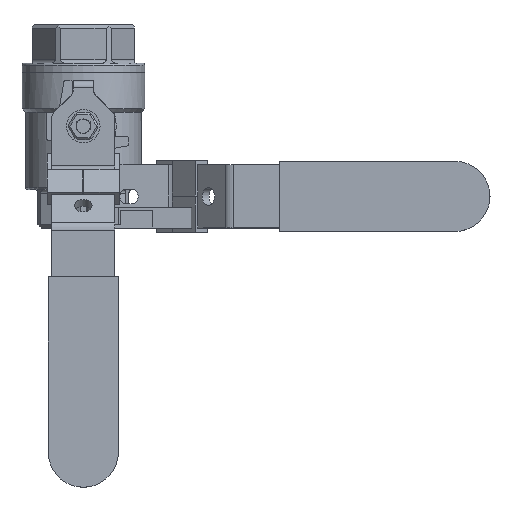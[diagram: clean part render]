
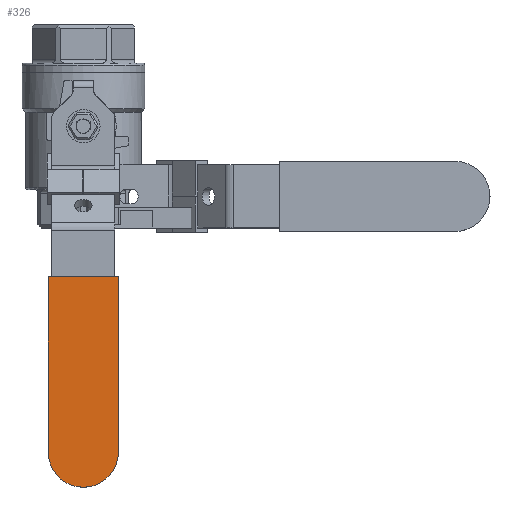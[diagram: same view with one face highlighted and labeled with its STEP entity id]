
A CAD part, top view. The second image highlights one B-rep face of the part: STEP entity #326.
In plain terms, the highlighted face is planar.
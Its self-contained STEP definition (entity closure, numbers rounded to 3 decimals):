
#326 = ADVANCED_FACE( '', ( #856 ), #857, .F. );
#856 = FACE_OUTER_BOUND( '', #1620, .T. );
#857 = PLANE( '', #1621 );
#1620 = EDGE_LOOP( '', ( #2870, #2871, #2872, #2873 ) );
#1621 = AXIS2_PLACEMENT_3D( '', #2874, #2875, #2876 );
#2870 = ORIENTED_EDGE( '', *, *, #4861, .T. );
#2871 = ORIENTED_EDGE( '', *, *, #4862, .F. );
#2872 = ORIENTED_EDGE( '', *, *, #4783, .F. );
#2873 = ORIENTED_EDGE( '', *, *, #4844, .F. );
#2874 = CARTESIAN_POINT( '', ( 0., 0., 0. ) );
#2875 = DIRECTION( '', ( 0., 1., 0. ) );
#2876 = DIRECTION( '', ( 0., 0., 1. ) );
#4783 = EDGE_CURVE( '', #5629, #5630, #5631, .T. );
#4844 = EDGE_CURVE( '', #5741, #5629, #5743, .T. );
#4861 = EDGE_CURVE( '', #5741, #5770, #5771, .F. );
#4862 = EDGE_CURVE( '', #5630, #5770, #5772, .T. );
#5629 = VERTEX_POINT( '', #6863 );
#5630 = VERTEX_POINT( '', #6864 );
#5631 = LINE( '', #6865, #6866 );
#5741 = VERTEX_POINT( '', #7320 );
#5743 = LINE( '', #7323, #7324 );
#5770 = VERTEX_POINT( '', #7393 );
#5771 = CIRCLE( '', #7394, 10. );
#5772 = LINE( '', #7395, #7396 );
#6863 = CARTESIAN_POINT( '', ( 60., 0., 20. ) );
#6864 = CARTESIAN_POINT( '', ( 60., 0., 0. ) );
#6865 = CARTESIAN_POINT( '', ( 60., 0., 20. ) );
#6866 = VECTOR( '', #9107, 1000. );
#7320 = CARTESIAN_POINT( '', ( 10., 0., 20. ) );
#7323 = CARTESIAN_POINT( '', ( 0., 0., 20. ) );
#7324 = VECTOR( '', #9185, 1000. );
#7393 = CARTESIAN_POINT( '', ( 10., 0., 0. ) );
#7394 = AXIS2_PLACEMENT_3D( '', #9203, #9204, #9205 );
#7395 = CARTESIAN_POINT( '', ( 60., 0., 0. ) );
#7396 = VECTOR( '', #9206, 1000. );
#9107 = DIRECTION( '', ( 0., 0., -1. ) );
#9185 = DIRECTION( '', ( 1., 0., 0. ) );
#9203 = CARTESIAN_POINT( '', ( 10., 0., 10. ) );
#9204 = DIRECTION( '', ( 0., 1., 0. ) );
#9205 = DIRECTION( '', ( 0., 0., 1. ) );
#9206 = DIRECTION( '', ( -1., 0., 0. ) );
